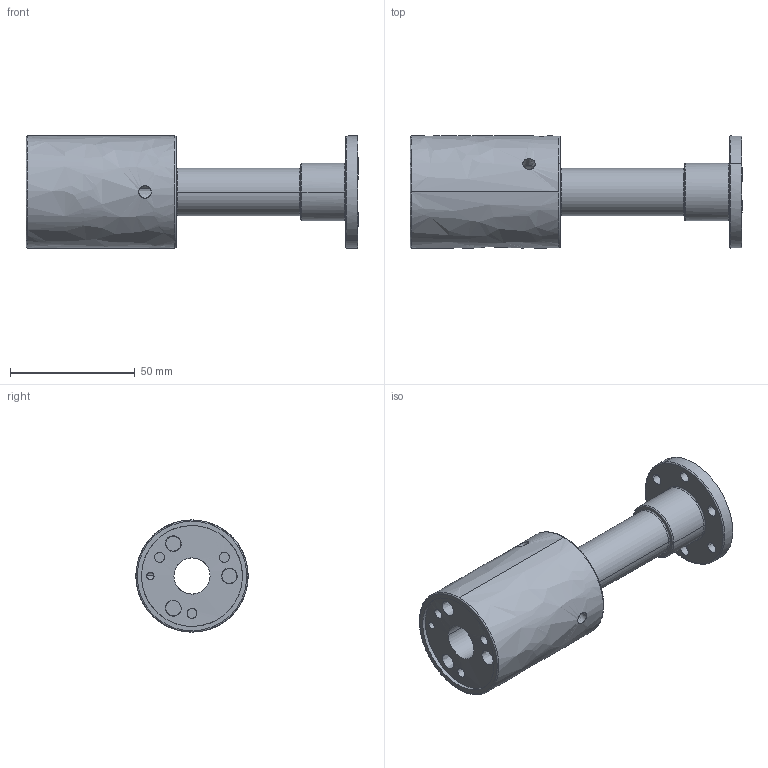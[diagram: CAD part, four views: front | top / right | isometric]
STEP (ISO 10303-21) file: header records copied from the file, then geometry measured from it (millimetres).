
FILE_DESCRIPTION (( 'STEP AP203' ), '1' );
FILE_NAME ('piece 2 - chambre de fusion acier stp.STEP', '2021-02-11T09:58:05', ( '' ), ( '' ), 'SwSTEP 2.0', 'SolidWorks 2020', '' );
FILE_SCHEMA (( 'CONFIG_CONTROL_DESIGN' ));
Length unit declared in the file: millimetre
Products named in the file (1): piece 2 - chambre de fusion acier stp
Bounding box: 133.27 x 45 x 45 mm (x, y, z)
Volume: 92136 mm3; surface area: 29900.9 mm2
Topology: 1 solids, 1 shells, 76 faces, 189 edges, 122 vertices
Faces by surface type: bspline 64, plane 12
Entity records: 6128 total; most frequent: CARTESIAN_POINT 4878, ORIENTED_EDGE 378, EDGE_CURVE 189, B_SPLINE_CURVE_WITH_KNOTS 129, VERTEX_POINT 122, EDGE_LOOP 111, ADVANCED_FACE 76, FACE_OUTER_BOUND 76
